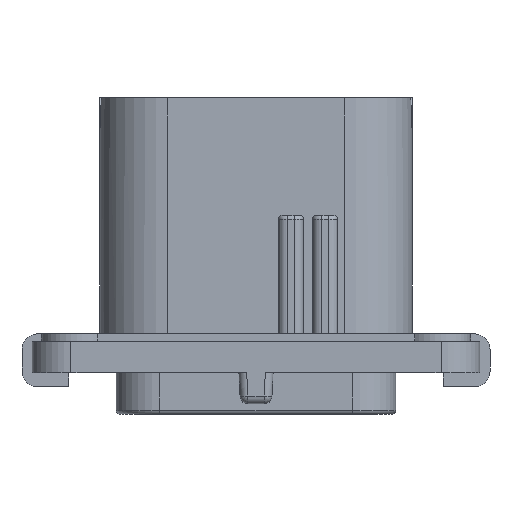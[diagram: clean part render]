
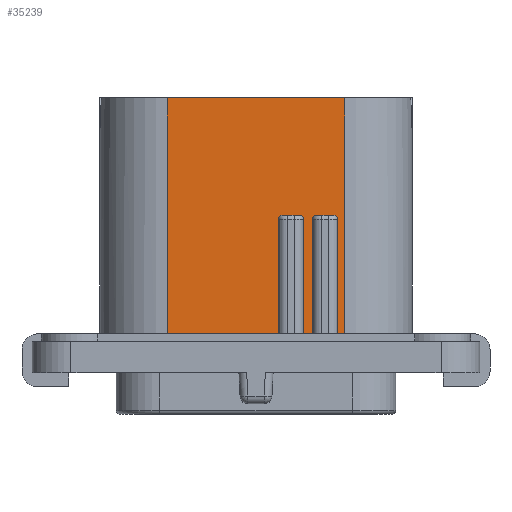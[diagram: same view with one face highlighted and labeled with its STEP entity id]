
A CAD part, front view. The second image highlights one B-rep face of the part: STEP entity #35239.
In plain terms, the highlighted planar face has unit normal (0, -1, 0).
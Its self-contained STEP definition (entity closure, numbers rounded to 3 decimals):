
#1187=DIRECTION('',(1.,0.,0.));
#1188=VECTOR('',#1187,0.45);
#1189=CARTESIAN_POINT('',(5.25,-9.,2.));
#1190=LINE('',#1189,#1188);
#2435=DIRECTION('',(1.,0.,0.));
#2436=VECTOR('',#2435,11.4);
#2437=CARTESIAN_POINT('',(-5.7,-9.,17.67));
#2438=LINE('',#2437,#2436);
#8383=DIRECTION('',(0.,0.,1.));
#8384=VECTOR('',#8383,7.87);
#8385=CARTESIAN_POINT('',(5.25,-9.,2.));
#8386=LINE('',#8385,#8384);
#8387=DIRECTION('',(1.,0.,0.));
#8388=VECTOR('',#8387,1.1);
#8389=CARTESIAN_POINT('',(3.9,-9.,10.12));
#8390=LINE('',#8389,#8388);
#8391=DIRECTION('',(0.,0.,1.));
#8392=VECTOR('',#8391,7.87);
#8393=CARTESIAN_POINT('',(3.65,-9.,2.));
#8394=LINE('',#8393,#8392);
#8395=DIRECTION('',(0.,0.,1.));
#8396=VECTOR('',#8395,7.87);
#8397=CARTESIAN_POINT('',(3.04,-9.,2.));
#8398=LINE('',#8397,#8396);
#8399=DIRECTION('',(1.,0.,0.));
#8400=VECTOR('',#8399,1.1);
#8401=CARTESIAN_POINT('',(1.69,-9.,10.12));
#8402=LINE('',#8401,#8400);
#8403=DIRECTION('',(0.,0.,1.));
#8404=VECTOR('',#8403,7.87);
#8405=CARTESIAN_POINT('',(1.44,-9.,2.));
#8406=LINE('',#8405,#8404);
#8407=DIRECTION('',(0.,0.,-1.));
#8408=VECTOR('',#8407,15.67);
#8409=CARTESIAN_POINT('',(-5.7,-9.,17.67));
#8410=LINE('',#8409,#8408);
#8411=DIRECTION('',(0.,0.,-1.));
#8412=VECTOR('',#8411,15.67);
#8413=CARTESIAN_POINT('',(5.7,-9.,17.67));
#8414=LINE('',#8413,#8412);
#8428=CARTESIAN_POINT('',(5.,-9.,9.87));
#8429=DIRECTION('',(0.,1.,0.));
#8430=DIRECTION('',(0.,0.,1.));
#8431=AXIS2_PLACEMENT_3D('',#8428,#8429,#8430);
#8470=CARTESIAN_POINT('',(3.9,-9.,9.87));
#8471=DIRECTION('',(0.,1.,0.));
#8472=DIRECTION('',(-1.,0.,0.));
#8473=AXIS2_PLACEMENT_3D('',#8470,#8471,#8472);
#8581=DIRECTION('',(1.,0.,0.));
#8582=VECTOR('',#8581,7.14);
#8583=CARTESIAN_POINT('',(-5.7,-9.,2.));
#8584=LINE('',#8583,#8582);
#8593=CARTESIAN_POINT('',(1.69,-9.,9.87));
#8594=DIRECTION('',(0.,1.,0.));
#8595=DIRECTION('',(-1.,0.,0.));
#8596=AXIS2_PLACEMENT_3D('',#8593,#8594,#8595);
#8625=CARTESIAN_POINT('',(2.79,-9.,9.87));
#8626=DIRECTION('',(0.,1.,0.));
#8627=DIRECTION('',(0.,0.,1.));
#8628=AXIS2_PLACEMENT_3D('',#8625,#8626,#8627);
#8650=DIRECTION('',(1.,0.,0.));
#8651=VECTOR('',#8650,0.61);
#8652=CARTESIAN_POINT('',(3.04,-9.,2.));
#8653=LINE('',#8652,#8651);
#19919=CARTESIAN_POINT('',(-5.7,-9.,17.67));
#19920=CARTESIAN_POINT('',(-5.7,-9.,2.));
#19921=VERTEX_POINT('',#19919);
#19922=VERTEX_POINT('',#19920);
#19923=CARTESIAN_POINT('',(5.7,-9.,17.67));
#19924=CARTESIAN_POINT('',(5.7,-9.,2.));
#19925=VERTEX_POINT('',#19923);
#19926=VERTEX_POINT('',#19924);
#20081=CARTESIAN_POINT('',(1.44,-9.,2.));
#20082=VERTEX_POINT('',#20081);
#20083=CARTESIAN_POINT('',(3.04,-9.,2.));
#20084=CARTESIAN_POINT('',(3.65,-9.,2.));
#20085=VERTEX_POINT('',#20083);
#20086=VERTEX_POINT('',#20084);
#20087=CARTESIAN_POINT('',(5.25,-9.,2.));
#20088=VERTEX_POINT('',#20087);
#22546=CARTESIAN_POINT('',(3.04,-9.,9.87));
#22548=VERTEX_POINT('',#22546);
#22550=CARTESIAN_POINT('',(2.79,-9.,10.12));
#22552=VERTEX_POINT('',#22550);
#22573=CARTESIAN_POINT('',(1.69,-9.,10.12));
#22574=VERTEX_POINT('',#22573);
#22575=CARTESIAN_POINT('',(1.44,-9.,9.87));
#22576=VERTEX_POINT('',#22575);
#22578=CARTESIAN_POINT('',(5.25,-9.,9.87));
#22580=VERTEX_POINT('',#22578);
#22582=CARTESIAN_POINT('',(5.,-9.,10.12));
#22584=VERTEX_POINT('',#22582);
#22585=CARTESIAN_POINT('',(3.9,-9.,10.12));
#22587=VERTEX_POINT('',#22585);
#22589=CARTESIAN_POINT('',(3.65,-9.,9.87));
#22591=VERTEX_POINT('',#22589);
#35203=CARTESIAN_POINT('',(-10.05,-9.,2.));
#35204=DIRECTION('',(0.,-1.,0.));
#35205=DIRECTION('',(1.,0.,0.));
#35206=AXIS2_PLACEMENT_3D('',#35203,#35204,#35205);
#35207=PLANE('',#35206);
#35209=ORIENTED_EDGE('',*,*,#35208,.T.);
#35211=ORIENTED_EDGE('',*,*,#35210,.F.);
#35213=ORIENTED_EDGE('',*,*,#35212,.F.);
#35215=ORIENTED_EDGE('',*,*,#35214,.F.);
#35217=ORIENTED_EDGE('',*,*,#35216,.F.);
#35219=ORIENTED_EDGE('',*,*,#35218,.F.);
#35221=ORIENTED_EDGE('',*,*,#35220,.T.);
#35223=ORIENTED_EDGE('',*,*,#35222,.F.);
#35225=ORIENTED_EDGE('',*,*,#35224,.F.);
#35227=ORIENTED_EDGE('',*,*,#35226,.F.);
#35229=ORIENTED_EDGE('',*,*,#35228,.F.);
#35231=ORIENTED_EDGE('',*,*,#35230,.F.);
#35233=ORIENTED_EDGE('',*,*,#35232,.F.);
#35234=ORIENTED_EDGE('',*,*,#26874,.T.);
#35235=ORIENTED_EDGE('',*,*,#26843,.T.);
#35236=ORIENTED_EDGE('',*,*,#26092,.F.);
#35237=EDGE_LOOP('',(#35209,#35211,#35213,#35215,#35217,#35219,#35221,#35223,
#35225,#35227,#35229,#35231,#35233,#35234,#35235,#35236));
#35238=FACE_OUTER_BOUND('',#35237,.F.);
#35239=ADVANCED_FACE('',(#35238),#35207,.T.);
#8432=CIRCLE('',#8431,0.25);
#8474=CIRCLE('',#8473,0.25);
#8597=CIRCLE('',#8596,0.25);
#8629=CIRCLE('',#8628,0.25);
#26092=EDGE_CURVE('',#20088,#19926,#1190,.T.);
#26843=EDGE_CURVE('',#19925,#19926,#8414,.T.);
#26874=EDGE_CURVE('',#19921,#19925,#2438,.T.);
#35208=EDGE_CURVE('',#20088,#22580,#8386,.T.);
#35210=EDGE_CURVE('',#22584,#22580,#8432,.T.);
#35212=EDGE_CURVE('',#22587,#22584,#8390,.T.);
#35214=EDGE_CURVE('',#22591,#22587,#8474,.T.);
#35216=EDGE_CURVE('',#20086,#22591,#8394,.T.);
#35218=EDGE_CURVE('',#20085,#20086,#8653,.T.);
#35220=EDGE_CURVE('',#20085,#22548,#8398,.T.);
#35222=EDGE_CURVE('',#22552,#22548,#8629,.T.);
#35224=EDGE_CURVE('',#22574,#22552,#8402,.T.);
#35226=EDGE_CURVE('',#22576,#22574,#8597,.T.);
#35228=EDGE_CURVE('',#20082,#22576,#8406,.T.);
#35230=EDGE_CURVE('',#19922,#20082,#8584,.T.);
#35232=EDGE_CURVE('',#19921,#19922,#8410,.T.);
